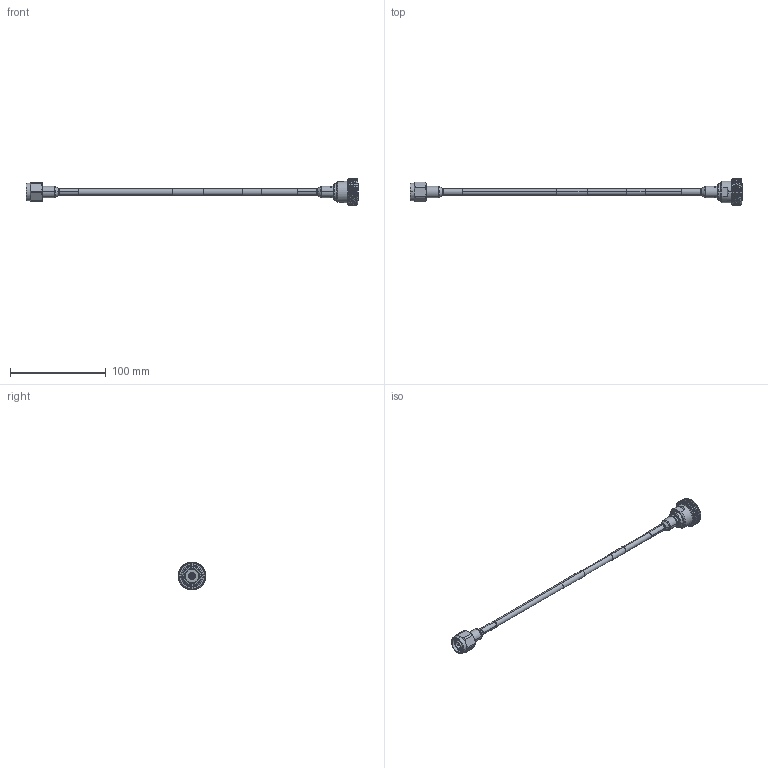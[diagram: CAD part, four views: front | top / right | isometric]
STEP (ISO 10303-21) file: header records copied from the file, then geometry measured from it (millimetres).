
FILE_DESCRIPTION (( 'STEP AP214' ), '1' );
FILE_NAME ('FMC0136925_3D.step', '2024-01-23T22:08:17', ( '' ), ( '' ), 'SwSTEP 2.0', 'SolidWorks 2022', '' );
FILE_SCHEMA (( 'AUTOMOTIVE_DESIGN' ));
Length unit declared in the file: inch
Products named in the file (11): Heat Shrink^FMC0136925_1" Long; LSZH JACKETED CABLE 0.250 FORMABLE LOW PIM COAX^FMC0136925; LOW PIM N MALE^FMC0136925; CABLE ASSY ID LBL^FMC0136925_pim; LOW PIM 7_16 DIN FEMALE^FMC0136925; Copy of Insulation^LOW PIM N MALE_FMC0136925; BODY^LOW PIM N MALE_FMC0136925; Copy of Gasket^LOW PIM N MALE_FMC0136925; Contact^LOW PIM N MALE_FMC0136925; FMC0136925_3D; CABLE ASSY ID LBL^FMC0136925
Assembly tree (11 placements, depth 3):
  FMC0136925_3D
    LSZH JACKETED CABLE 0.250 FORMABLE LOW PIM COAX^FMC0136925
    CABLE ASSY ID LBL^FMC0136925
    LOW PIM N MALE^FMC0136925
      BODY^LOW PIM N MALE_FMC0136925
      Contact^LOW PIM N MALE_FMC0136925
      Copy of Insulation^LOW PIM N MALE_FMC0136925
      Copy of Gasket^LOW PIM N MALE_FMC0136925
    LOW PIM 7_16 DIN FEMALE^FMC0136925
    Heat Shrink^FMC0136925_1" Long  x2
    CABLE ASSY ID LBL^FMC0136925_pim
Bounding box: 347.39 x 29 x 29 mm (x, y, z)
Volume: 22790.4 mm3; surface area: 22115.5 mm2
Topology: 10 solids, 10 shells, 269 faces, 621 edges, 386 vertices
Faces by surface type: cylinder 122, plane 67, cone 48, torus 26, bspline 6
Entity records: 12040 total; most frequent: CARTESIAN_POINT 5939, DIRECTION 1228, ORIENTED_EDGE 1150, EDGE_CURVE 575, AXIS2_PLACEMENT_3D 513, VERTEX_POINT 362, EDGE_LOOP 281, CIRCLE 257
